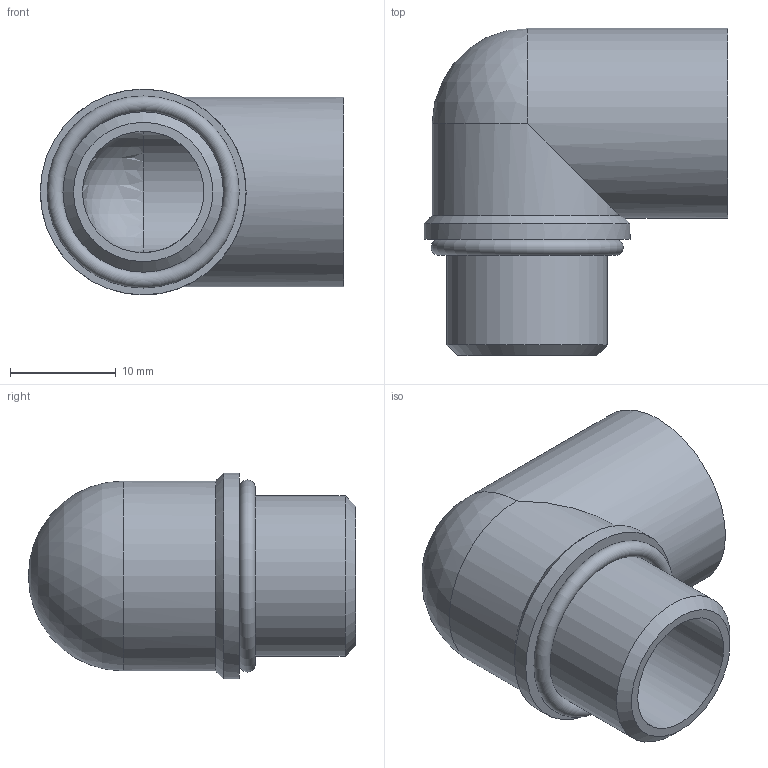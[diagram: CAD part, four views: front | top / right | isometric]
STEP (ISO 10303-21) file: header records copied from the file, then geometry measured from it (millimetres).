
FILE_DESCRIPTION( ( 'STEP AP203' ), '1' );
FILE_NAME( 'FLEXA WIC-P 0512.100.009.stp', '2020-03-10T14:21:26', ( '' ), ( '' ), ' ', 'PARTsolutions', ' ' );
FILE_SCHEMA( ( 'CONFIG_CONTROL_DESIGN' ) );
Length unit declared in the file: millimetre
Products named in the file (1): _FLEXA WIC-P 0512.100.009
Bounding box: 28.75 x 31 x 19.5 mm (x, y, z)
Volume: 4869.6 mm3; surface area: 4121.8 mm2
Topology: 1 solids, 1 shells, 17 faces, 38 edges, 22 vertices
Faces by surface type: cylinder 7, plane 4, cone 3, sphere 2, torus 1
Full cylindrical faces by diameter (mm): 11.5 x2, 14.53 x1, 15.2 x1, 18 x1, 19.5 x1
Entity records: 432 total; most frequent: DIRECTION 76, CARTESIAN_POINT 69, ORIENTED_EDGE 42, AXIS2_PLACEMENT_3D 38, EDGE_LOOP 31, FACE_OUTER_BOUND 24, EDGE_CURVE 21, VERTEX_POINT 19
